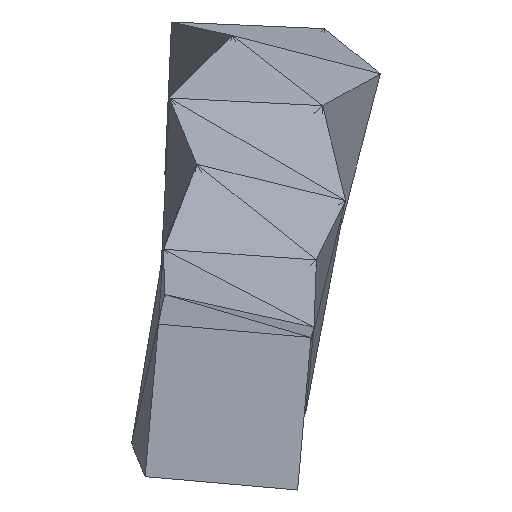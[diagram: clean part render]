
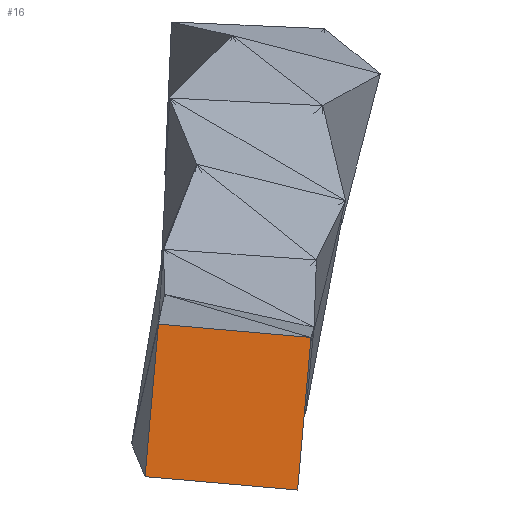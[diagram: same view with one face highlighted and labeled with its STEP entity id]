
A CAD part, left-side view. The second image highlights one B-rep face of the part: STEP entity #16.
In plain terms, the highlighted planar face has unit normal (-1, 0, 0).
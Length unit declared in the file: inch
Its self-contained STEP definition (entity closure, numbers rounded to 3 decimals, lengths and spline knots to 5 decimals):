
#16=ADVANCED_FACE('',(#258),#2710,.T.);
#258=FACE_OUTER_BOUND('',#500,.T.);
#500=EDGE_LOOP('',(#745,#746,#747,#748));
#745=ORIENTED_EDGE('',*,*,#1626,.F.);
#746=ORIENTED_EDGE('',*,*,#1627,.F.);
#747=ORIENTED_EDGE('',*,*,#1628,.F.);
#748=ORIENTED_EDGE('',*,*,#1625,.F.);
#1625=EDGE_CURVE('',#2505,#2508,#2065,.T.);
#1626=EDGE_CURVE('',#2506,#2505,#2066,.T.);
#1627=EDGE_CURVE('',#2507,#2506,#2067,.T.);
#1628=EDGE_CURVE('',#2508,#2507,#2068,.T.);
#2065=B_SPLINE_CURVE_WITH_KNOTS('',1,(#3946,#3947),.UNSPECIFIED.,.F.,.F.,
(2,2),(6.,8.),.UNSPECIFIED.);
#2066=B_SPLINE_CURVE_WITH_KNOTS('',1,(#3948,#3949),.UNSPECIFIED.,.F.,.F.,
(2,2),(12.,14.),.UNSPECIFIED.);
#2067=B_SPLINE_CURVE_WITH_KNOTS('',1,(#3950,#3951),.UNSPECIFIED.,.F.,.F.,
(2,2),(10.,12.),.UNSPECIFIED.);
#2068=B_SPLINE_CURVE_WITH_KNOTS('',1,(#3952,#3953),.UNSPECIFIED.,.F.,.F.,
(2,2),(8.,10.),.UNSPECIFIED.);
#2505=VERTEX_POINT('',#3742);
#2506=VERTEX_POINT('',#3743);
#2507=VERTEX_POINT('',#3744);
#2508=VERTEX_POINT('',#3745);
#2710=PLANE('',#2967);
#2967=AXIS2_PLACEMENT_3D('',#3441,#3204,$);
#3204=DIRECTION('',(-1.,0.,0.));
#3441=CARTESIAN_POINT('',(-17.25,58.1692,-1.89));
#3742=CARTESIAN_POINT('',(-17.25,58.1692,-1.89));
#3743=CARTESIAN_POINT('',(-17.25,56.17681,-2.06433));
#3744=CARTESIAN_POINT('',(-17.25,56.00247,-0.07194));
#3745=CARTESIAN_POINT('',(-17.25,57.99486,0.10239));
#3946=CARTESIAN_POINT('',(-17.25,58.1692,-1.89));
#3947=CARTESIAN_POINT('',(-17.25,57.99486,0.10239));
#3948=CARTESIAN_POINT('',(-17.25,56.17681,-2.06433));
#3949=CARTESIAN_POINT('',(-17.25,58.1692,-1.89));
#3950=CARTESIAN_POINT('',(-17.25,56.00247,-0.07194));
#3951=CARTESIAN_POINT('',(-17.25,56.17681,-2.06433));
#3952=CARTESIAN_POINT('',(-17.25,57.99486,0.10239));
#3953=CARTESIAN_POINT('',(-17.25,56.00247,-0.07194));
